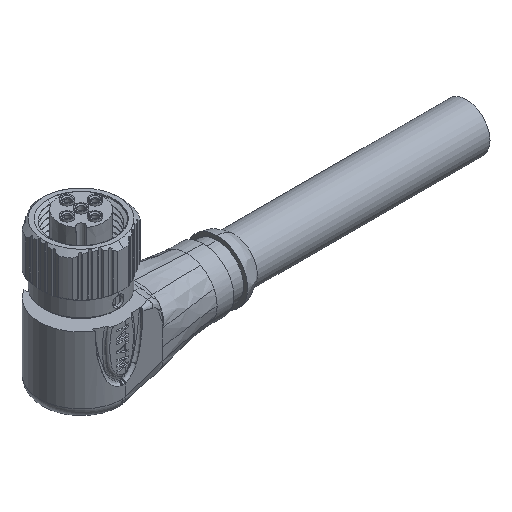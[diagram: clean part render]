
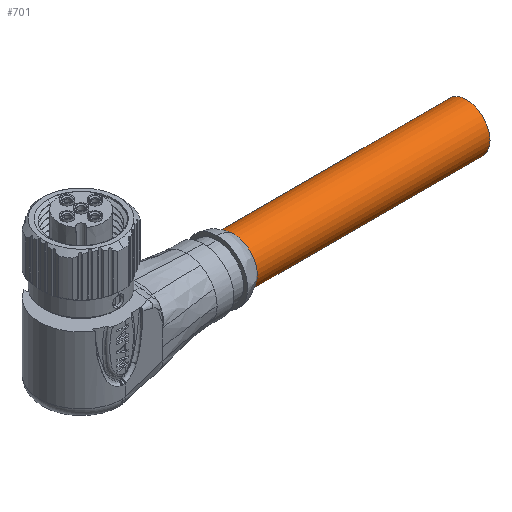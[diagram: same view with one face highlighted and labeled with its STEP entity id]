
A CAD part, isometric view. The second image highlights one B-rep face of the part: STEP entity #701.
In plain terms, the highlighted cylindrical face has radius 4.25 mm (diameter 8.5 mm), a full revolution.
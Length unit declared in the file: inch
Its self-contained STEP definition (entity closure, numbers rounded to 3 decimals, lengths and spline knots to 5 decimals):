
#119=CYLINDRICAL_SURFACE('',#11992,0.16732);
#353=FACE_BOUND('',#2061,.T.);
#354=FACE_BOUND('',#2062,.T.);
#701=ADVANCED_FACE('',(#353,#354),#119,.T.);
#2061=EDGE_LOOP('',(#4756,#4757));
#2062=EDGE_LOOP('',(#4758));
#4756=ORIENTED_EDGE('',*,*,#9631,.F.);
#4757=ORIENTED_EDGE('',*,*,#9632,.T.);
#4758=ORIENTED_EDGE('',*,*,#9630,.F.);
#8445=VERTEX_POINT('',#16063);
#8446=VERTEX_POINT('',#16066);
#8447=VERTEX_POINT('',#16067);
#9630=EDGE_CURVE('',#8445,#8445,#11473,.T.);
#9631=EDGE_CURVE('',#8446,#8447,#11474,.T.);
#9632=EDGE_CURVE('',#8446,#8447,#11475,.T.);
#11473=CIRCLE('',#11988,0.16732);
#11474=CIRCLE('',#11990,0.16732);
#11475=CIRCLE('',#11991,0.16732);
#11988=AXIS2_PLACEMENT_3D('',#16062,#13120,#13121);
#11990=AXIS2_PLACEMENT_3D('',#16065,#13124,#13125);
#11991=AXIS2_PLACEMENT_3D('',#16068,#13126,#13127);
#11992=AXIS2_PLACEMENT_3D('',#16069,#13128,#13129);
#13120=DIRECTION('',(1.,0.,0.));
#13121=DIRECTION('',(0.,1.,0.));
#13124=DIRECTION('',(-1.,0.,0.));
#13125=DIRECTION('',(0.,0.,-1.));
#13126=DIRECTION('',(1.,0.,0.));
#13127=DIRECTION('',(0.,0.,-1.));
#13128=DIRECTION('',(-1.,0.,0.));
#13129=DIRECTION('',(0.,0.,1.));
#16062=CARTESIAN_POINT('',(2.73268,0.,-0.80315));
#16063=CARTESIAN_POINT('',(2.73268,0.16732,-0.80315));
#16065=CARTESIAN_POINT('',(1.08268,0.,-0.80315));
#16066=CARTESIAN_POINT('',(1.08268,0.,-0.97047));
#16067=CARTESIAN_POINT('',(1.08268,0.,-0.63583));
#16068=CARTESIAN_POINT('',(1.08268,0.,-0.80315));
#16069=CARTESIAN_POINT('',(2.73268,0.,-0.80315));
